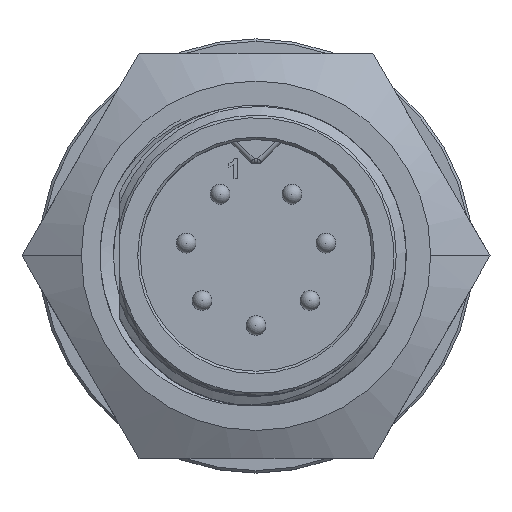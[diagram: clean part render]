
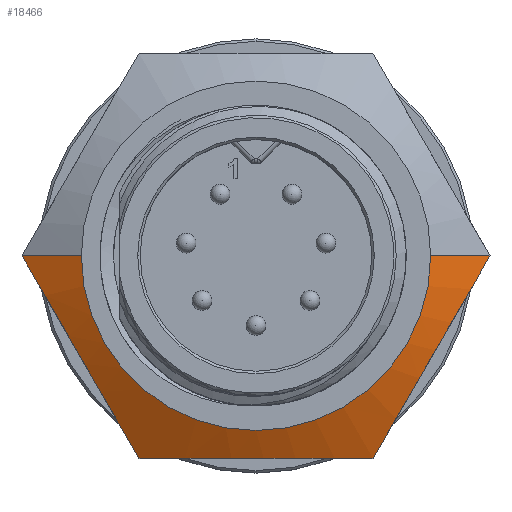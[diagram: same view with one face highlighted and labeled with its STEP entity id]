
A CAD part, top view. The second image highlights one B-rep face of the part: STEP entity #18466.
In plain terms, the highlighted conical face has half-angle 61.689 degrees and reference radius 11.926 mm.
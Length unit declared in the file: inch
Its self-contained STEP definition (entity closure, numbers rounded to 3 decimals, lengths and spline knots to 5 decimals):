
#970 = VERTEX_POINT ( 'NONE', #1780 ) ;
#1232 = VERTEX_POINT ( 'NONE', #1918 ) ;
#1336 = VERTEX_POINT ( 'NONE', #1970 ) ;
#1527 = VERTEX_POINT ( 'NONE', #6477 ) ;
#1701 = VERTEX_POINT ( 'NONE', #6062 ) ;
#1702 = VERTEX_POINT ( 'NONE', #6079 ) ;
#1780 = CARTESIAN_POINT ( 'NONE',  ( -0.35, 0., -0.379 ) ) ;
#1918 = CARTESIAN_POINT ( 'NONE',  ( 0.2344, -0.406, -0.443 ) ) ;
#1970 = CARTESIAN_POINT ( 'NONE',  ( 0.46881, 0., -0.443 ) ) ;
#2364 = CARTESIAN_POINT ( 'NONE',  ( 0.19603, -0.406, -0.43266 ) ) ;
#2448 = CARTESIAN_POINT ( 'NONE',  ( -0.1573, -0.406, -0.42413 ) ) ;
#2477 = CARTESIAN_POINT ( 'NONE',  ( -0.01954, -0.406, -0.40916 ) ) ;
#2494 = CARTESIAN_POINT ( 'NONE',  ( 0.15741, -0.406, -0.42416 ) ) ;
#2495 = CARTESIAN_POINT ( 'NONE',  ( 0.04012, -0.406, -0.40918 ) ) ;
#2845 = CARTESIAN_POINT ( 'NONE',  ( -0.19599, -0.406, -0.43265 ) ) ;
#3066 = CARTESIAN_POINT ( 'NONE',  ( -0.2344, -0.406, -0.443 ) ) ;
#3233 = CARTESIAN_POINT ( 'NONE',  ( -0.03949, -0.406, -0.40995 ) ) ;
#3422 = CARTESIAN_POINT ( 'NONE',  ( 0.2344, -0.406, -0.443 ) ) ;
#3430 = CARTESIAN_POINT ( 'NONE',  ( 0.07945, -0.406, -0.4124 ) ) ;
#3501 = CARTESIAN_POINT ( 'NONE',  ( -0.09866, -0.406, -0.4153 ) ) ;
#3763 = CARTESIAN_POINT ( 'NONE',  ( -0.07901, -0.406, -0.41302 ) ) ;
#4331 = VECTOR ( 'NONE', #9752, 39.37008 ) ;
#4333 = VECTOR ( 'NONE', #10021, 39.37008 ) ;
#4835 = EDGE_LOOP ( 'NONE', ( #13632, #13745, #5117, #13690, #13808, #13611 ) ) ;
#5117 = ORIENTED_EDGE ( 'NONE', *, *, #19324, .T. ) ;
#5701 = CARTESIAN_POINT ( 'NONE',  ( 0.33186, -0.2372, -0.40995 ) ) ;
#5715 = CARTESIAN_POINT ( 'NONE',  ( -0.36138, -0.18608, -0.40916 ) ) ;
#5796 = CARTESIAN_POINT ( 'NONE',  ( -0.25359, -0.37277, -0.43266 ) ) ;
#5829 = CARTESIAN_POINT ( 'NONE',  ( 0.27295, -0.33923, -0.42413 ) ) ;
#5841 = CARTESIAN_POINT ( 'NONE',  ( -0.31188, -0.27181, -0.4124 ) ) ;
#5851 = CARTESIAN_POINT ( 'NONE',  ( -0.37135, -0.1688, -0.40995 ) ) ;
#5880 = CARTESIAN_POINT ( 'NONE',  ( -0.33155, -0.23774, -0.40918 ) ) ;
#5881 = CARTESIAN_POINT ( 'NONE',  ( 0.46881, 0., -0.443 ) ) ;
#5944 = CARTESIAN_POINT ( 'NONE',  ( -0.2344, -0.406, -0.443 ) ) ;
#6042 = CARTESIAN_POINT ( 'NONE',  ( 0.3121, -0.27143, -0.41302 ) ) ;
#6062 = CARTESIAN_POINT ( 'NONE',  ( 0.35, 0., -0.379 ) ) ;
#6079 = CARTESIAN_POINT ( 'NONE',  ( -0.46881, 0., -0.443 ) ) ;
#6130 = CARTESIAN_POINT ( 'NONE',  ( -0.2729, -0.33932, -0.42416 ) ) ;
#6290 = CARTESIAN_POINT ( 'NONE',  ( 0., 0., -0.379 ) ) ;
#6428 = DIRECTION ( 'NONE',  ( 0., 0., 1. ) ) ;
#6447 = CARTESIAN_POINT ( 'NONE',  ( 0.25361, -0.37274, -0.43265 ) ) ;
#6457 = CARTESIAN_POINT ( 'NONE',  ( -0.39111, -0.13457, -0.41302 ) ) ;
#6477 = CARTESIAN_POINT ( 'NONE',  ( -0.2344, -0.406, -0.443 ) ) ;
#6536 = CARTESIAN_POINT ( 'NONE',  ( 0.43031, -0.06668, -0.42416 ) ) ;
#6564 = CARTESIAN_POINT ( 'NONE',  ( -0.46881, 0., -0.443 ) ) ;
#6578 = CARTESIAN_POINT ( 'NONE',  ( 0.2344, -0.406, -0.443 ) ) ;
#6607 = CARTESIAN_POINT ( 'NONE',  ( 0.30228, -0.28844, -0.4153 ) ) ;
#6633 = CARTESIAN_POINT ( 'NONE',  ( 0.39133, -0.13419, -0.4124 ) ) ;
#6635 = DIRECTION ( 'NONE',  ( -1., 0., 0. ) ) ;
#6639 = CARTESIAN_POINT ( 'NONE',  ( 0.44962, -0.03323, -0.43266 ) ) ;
#6719 = CARTESIAN_POINT ( 'NONE',  ( 0.34184, -0.21992, -0.40916 ) ) ;
#6739 = CARTESIAN_POINT ( 'NONE',  ( -0.4496, -0.03326, -0.43265 ) ) ;
#6754 = CARTESIAN_POINT ( 'NONE',  ( 0.37166, -0.16826, -0.40918 ) ) ;
#6774 = CARTESIAN_POINT ( 'NONE',  ( -0.43026, -0.06677, -0.42413 ) ) ;
#6784 = CARTESIAN_POINT ( 'NONE',  ( -0.40094, -0.11756, -0.4153 ) ) ;
#9744 = LINE ( 'NONE', #9775, #4331 ) ;
#9752 = DIRECTION ( 'NONE',  ( -0.88, 0., -0.474 ) ) ;
#9775 = CARTESIAN_POINT ( 'NONE',  ( -0.46952, 0., -0.44338 ) ) ;
#10014 = LINE ( 'NONE', #10023, #4333 ) ;
#10021 = DIRECTION ( 'NONE',  ( 0.88, 0., -0.474 ) ) ;
#10023 = CARTESIAN_POINT ( 'NONE',  ( 0.46952, 0., -0.44338 ) ) ;
#10400 = B_SPLINE_CURVE_WITH_KNOTS ( 'NONE', 3,
 ( #5944, #5796, #6130, #5841, #5880, #5715, #5851, #6457, #6784, #6774, #6739, #6564 ),
 .UNSPECIFIED., .F., .F.,
 ( 4, 2, 2, 2, 2, 4 ),
 ( 0., 0.003, 0.00601, 0.00751, 0.00901, 0.01201 ),
 .UNSPECIFIED. ) ;
#10401 = B_SPLINE_CURVE_WITH_KNOTS ( 'NONE', 3,
 ( #5881, #6639, #6536, #6633, #6754, #6719, #5701, #6042, #6607, #5829, #6447, #6578 ),
 .UNSPECIFIED., .F., .F.,
 ( 4, 2, 2, 2, 2, 4 ),
 ( 0., 0.003, 0.00601, 0.00751, 0.00901, 0.01201 ),
 .UNSPECIFIED. ) ;
#10488 = B_SPLINE_CURVE_WITH_KNOTS ( 'NONE', 3,
 ( #3422, #2364, #2494, #3430, #2495, #2477, #3233, #3763, #3501, #2448, #2845, #3066 ),
 .UNSPECIFIED., .F., .F.,
 ( 4, 2, 2, 2, 2, 4 ),
 ( 0., 0.003, 0.00601, 0.00751, 0.00901, 0.01201 ),
 .UNSPECIFIED. ) ;
#13611 = ORIENTED_EDGE ( 'NONE', *, *, #18253, .F. ) ;
#13632 = ORIENTED_EDGE ( 'NONE', *, *, #19329, .F. ) ;
#13690 = ORIENTED_EDGE ( 'NONE', *, *, #18374, .F. ) ;
#13745 = ORIENTED_EDGE ( 'NONE', *, *, #18353, .F. ) ;
#13808 = ORIENTED_EDGE ( 'NONE', *, *, #18961, .F. ) ;
#18253 = EDGE_CURVE ( 'NONE', #1336, #1232, #10401, .T. ) ;
#18353 = EDGE_CURVE ( 'NONE', #970, #1701, #18682, .T. ) ;
#18374 = EDGE_CURVE ( 'NONE', #1527, #1702, #10400, .T. ) ;
#18466 = ADVANCED_FACE ( 'NONE', ( #22336 ), #18676, .T. ) ;
#18676 = CONICAL_SURFACE ( 'NONE', #22341, 0.46952, 1.077 ) ;
#18682 = CIRCLE ( 'NONE', #21993, 0.35 ) ;
#18961 = EDGE_CURVE ( 'NONE', #1232, #1527, #10488, .T. ) ;
#19324 = EDGE_CURVE ( 'NONE', #970, #1702, #9744, .T. ) ;
#19329 = EDGE_CURVE ( 'NONE', #1701, #1336, #10014, .T. ) ;
#21234 = CARTESIAN_POINT ( 'NONE',  ( 0., 0., -0.44338 ) ) ;
#21993 = AXIS2_PLACEMENT_3D ( 'NONE', #6290, #6428, #6635 ) ;
#22230 = DIRECTION ( 'NONE',  ( -1., 0., 0. ) ) ;
#22231 = DIRECTION ( 'NONE',  ( 0., 0., -1. ) ) ;
#22336 = FACE_OUTER_BOUND ( 'NONE', #4835, .T. ) ;
#22341 = AXIS2_PLACEMENT_3D ( 'NONE', #21234, #22231, #22230 ) ;
